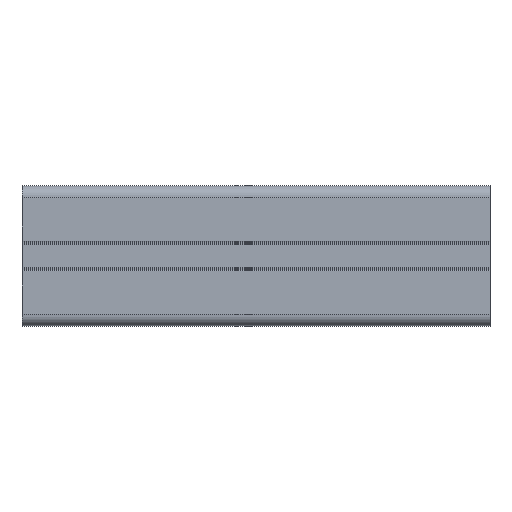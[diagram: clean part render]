
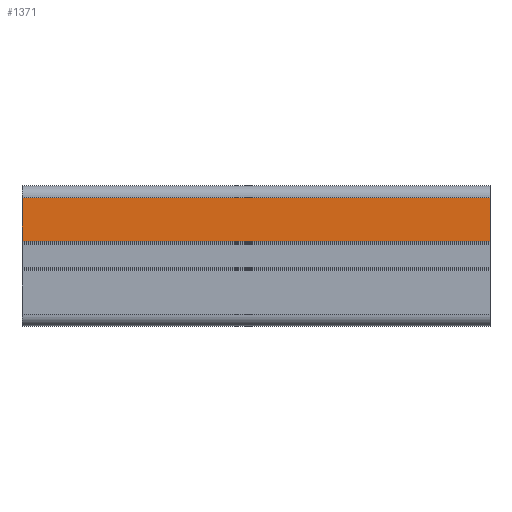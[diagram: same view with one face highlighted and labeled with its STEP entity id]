
A CAD part, left-side view. The second image highlights one B-rep face of the part: STEP entity #1371.
In plain terms, the highlighted planar face has unit normal (-1, 0, 0).
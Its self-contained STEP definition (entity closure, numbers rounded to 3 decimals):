
#77 = VECTOR ( 'NONE', #645, 1000. ) ;
#353 = EDGE_CURVE ( 'NONE', #5224, #3810, #1695, .T. ) ;
#645 = DIRECTION ( 'NONE',  ( 0., 0., 1. ) ) ;
#723 = VERTEX_POINT ( 'NONE', #2092 ) ;
#741 = EDGE_CURVE ( 'NONE', #723, #5109, #3768, .T. ) ;
#795 = EDGE_CURVE ( 'NONE', #723, #5224, #5640, .T. ) ;
#816 = DIRECTION ( 'NONE',  ( -1., 0., 0. ) ) ;
#868 = LINE ( 'NONE', #5167, #77 ) ;
#1074 = EDGE_LOOP ( 'NONE', ( #2264, #3925, #4073, #1087 ) ) ;
#1087 = ORIENTED_EDGE ( 'NONE', *, *, #741, .T. ) ;
#1269 = DIRECTION ( 'NONE',  ( 0., 0., 1. ) ) ;
#1371 = ADVANCED_FACE ( 'NONE', ( #1458 ), #4796, .T. ) ;
#1458 = FACE_OUTER_BOUND ( 'NONE', #1074, .T. ) ;
#1695 = LINE ( 'NONE', #3442, #5231 ) ;
#1793 = EDGE_CURVE ( 'NONE', #5109, #3810, #868, .T. ) ;
#2092 = CARTESIAN_POINT ( 'NONE',  ( -44.999, 200., 6.3 ) ) ;
#2264 = ORIENTED_EDGE ( 'NONE', *, *, #1793, .T. ) ;
#2585 = CARTESIAN_POINT ( 'NONE',  ( -44.999, 200., 0. ) ) ;
#3381 = DIRECTION ( 'NONE',  ( 0., -1., 0. ) ) ;
#3442 = CARTESIAN_POINT ( 'NONE',  ( -44.999, 0., 25. ) ) ;
#3768 = LINE ( 'NONE', #4675, #5501 ) ;
#3810 = VERTEX_POINT ( 'NONE', #4741 ) ;
#3925 = ORIENTED_EDGE ( 'NONE', *, *, #353, .F. ) ;
#4073 = ORIENTED_EDGE ( 'NONE', *, *, #795, .F. ) ;
#4532 = CARTESIAN_POINT ( 'NONE',  ( -44.999, 200., 25. ) ) ;
#4675 = CARTESIAN_POINT ( 'NONE',  ( -44.999, 0., 6.3 ) ) ;
#4710 = CARTESIAN_POINT ( 'NONE',  ( -44.999, 0., 6.3 ) ) ;
#4726 = CARTESIAN_POINT ( 'NONE',  ( -44.999, 0., 6.3 ) ) ;
#4741 = CARTESIAN_POINT ( 'NONE',  ( -44.999, 0., 25. ) ) ;
#4785 = DIRECTION ( 'NONE',  ( 0., 0., 1. ) ) ;
#4796 = PLANE ( 'NONE',  #5368 ) ;
#5109 = VERTEX_POINT ( 'NONE', #4726 ) ;
#5167 = CARTESIAN_POINT ( 'NONE',  ( -44.999, 0., 6.3 ) ) ;
#5224 = VERTEX_POINT ( 'NONE', #4532 ) ;
#5231 = VECTOR ( 'NONE', #5272, 1000. ) ;
#5272 = DIRECTION ( 'NONE',  ( 0., -1., 0. ) ) ;
#5365 = VECTOR ( 'NONE', #4785, 1000. ) ;
#5368 = AXIS2_PLACEMENT_3D ( 'NONE', #4710, #816, #1269 ) ;
#5501 = VECTOR ( 'NONE', #3381, 1000. ) ;
#5640 = LINE ( 'NONE', #2585, #5365 ) ;
